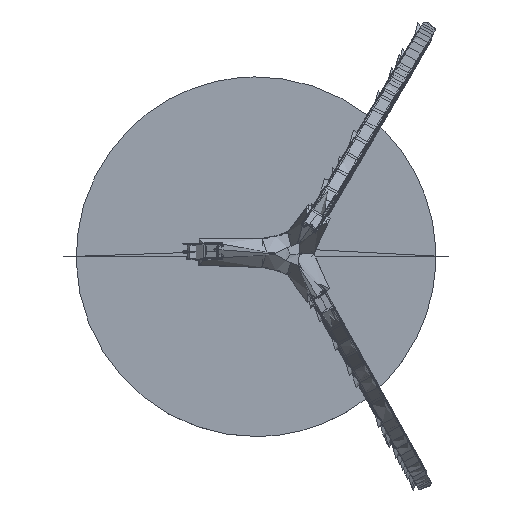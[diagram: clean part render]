
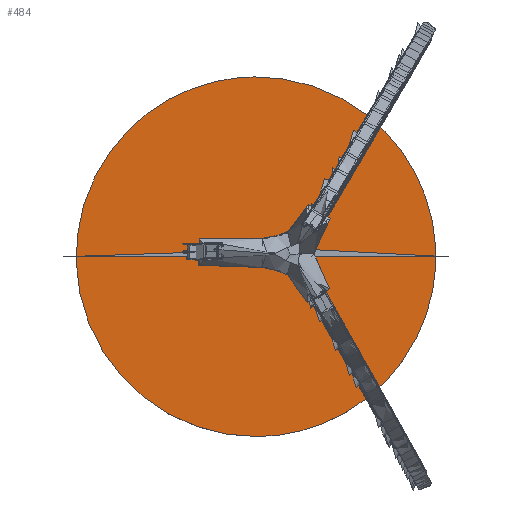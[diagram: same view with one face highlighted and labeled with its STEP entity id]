
A CAD part, top view. The second image highlights one B-rep face of the part: STEP entity #484.
In plain terms, the highlighted planar face has unit normal (0, 0, 1).
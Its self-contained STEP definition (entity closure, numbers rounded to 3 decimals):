
#484=ADVANCED_FACE($,(#8687),#88860,.T.);
#8687=FACE_OUTER_BOUND($,#16890,.T.);
#16890=EDGE_LOOP($,(#25121,#25122));
#25121=ORIENTED_EDGE($,*,*,#58738,.F.);
#25122=ORIENTED_EDGE($,*,*,#58734,.F.);
#58734=EDGE_CURVE($,#75551,#75553,#99325,.T.);
#58738=EDGE_CURVE($,#75553,#75551,#99327,.T.);
#75551=VERTEX_POINT($,#115697);
#75553=VERTEX_POINT($,#115699);
#88860=PLANE($,#109013);
#99325=(
BOUNDED_CURVE()
B_SPLINE_CURVE(2,(#115643,#115644,#115645,#115646,#115647,#115648,#115649),
.UNSPECIFIED.,.F.,.F.)
B_SPLINE_CURVE_WITH_KNOTS((3,2,2,3),(879.646,990.307,1100.969,
1319.469),.UNSPECIFIED.)
CURVE()
GEOMETRIC_REPRESENTATION_ITEM()
RATIONAL_B_SPLINE_CURVE((1.,0.923,1.,0.923,1.,0.711,
1.))
REPRESENTATION_ITEM($)
);
#99327=(
BOUNDED_CURVE()
B_SPLINE_CURVE(2,(#115661,#115662,#115663,#115664,#115665),.UNSPECIFIED.,
.F.,.F.)
B_SPLINE_CURVE_WITH_KNOTS((3,2,3),(1319.469,1539.38,1759.292),
.UNSPECIFIED.)
CURVE()
GEOMETRIC_REPRESENTATION_ITEM()
RATIONAL_B_SPLINE_CURVE((1.,0.707,1.,0.707,1.))
REPRESENTATION_ITEM($)
);
#109013=AXIS2_PLACEMENT_3D($,#115671,#112326,$);
#112326=DIRECTION($,(0.,0.,1.));
#115643=CARTESIAN_POINT($,(1.412,-139.993,10.));
#115644=CARTESIAN_POINT($,(-56.989,-140.582,10.));
#115645=CARTESIAN_POINT($,(-98.495,-99.493,10.));
#115646=CARTESIAN_POINT($,(-140.,-58.404,10.));
#115647=CARTESIAN_POINT($,(-140.,0.,10.));
#115648=CARTESIAN_POINT($,(-140.,138.596,10.));
#115649=CARTESIAN_POINT($,(-1.412,139.993,10.));
#115661=CARTESIAN_POINT($,(-1.412,139.993,10.));
#115662=CARTESIAN_POINT($,(138.581,141.404,10.));
#115663=CARTESIAN_POINT($,(139.993,1.412,10.));
#115664=CARTESIAN_POINT($,(141.404,-138.581,10.));
#115665=CARTESIAN_POINT($,(1.412,-139.993,10.));
#115671=CARTESIAN_POINT($,(-140.,141.404,10.));
#115697=CARTESIAN_POINT($,(1.412,-139.993,10.));
#115699=CARTESIAN_POINT($,(-1.412,139.993,10.));
